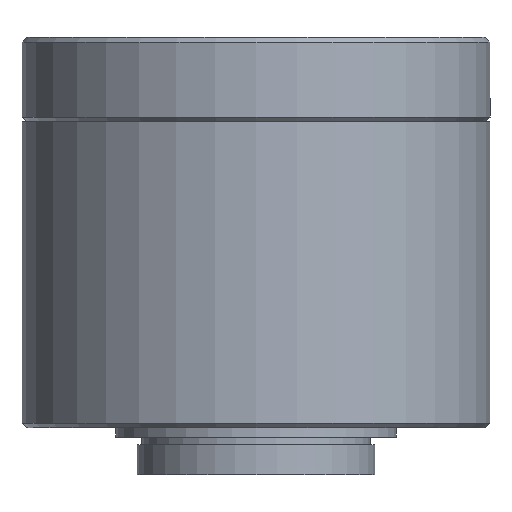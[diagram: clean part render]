
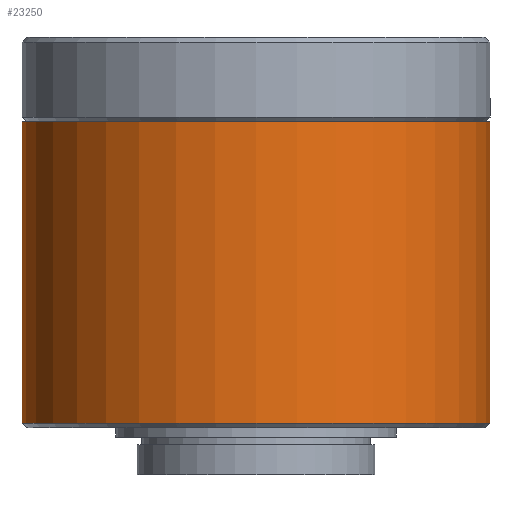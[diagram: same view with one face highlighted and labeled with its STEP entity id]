
A CAD part, front view. The second image highlights one B-rep face of the part: STEP entity #23250.
In plain terms, the highlighted cylindrical face has radius 25 mm (diameter 50 mm), a partial arc.
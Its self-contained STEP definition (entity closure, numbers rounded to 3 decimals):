
#556 = LINE ( 'NONE', #8103, #14610 ) ;
#1234 = DIRECTION ( 'NONE',  ( 0., 0., 1. ) ) ;
#1406 = ORIENTED_EDGE ( 'NONE', *, *, #13151, .T. ) ;
#1865 = CARTESIAN_POINT ( 'NONE',  ( 15.283, 24.956, -25.177 ) ) ;
#2639 = EDGE_CURVE ( 'NONE', #24245, #16552, #22084, .T. ) ;
#3130 = ORIENTED_EDGE ( 'NONE', *, *, #8423, .F. ) ;
#3491 = DIRECTION ( 'NONE',  ( 1., 0., 0. ) ) ;
#3786 = CARTESIAN_POINT ( 'NONE',  ( -9.717, 24.956, -25.177 ) ) ;
#4817 = CARTESIAN_POINT ( 'NONE',  ( -9.717, 24.956, 7.023 ) ) ;
#5171 = CARTESIAN_POINT ( 'NONE',  ( -34.717, 24.956, 7.023 ) ) ;
#5177 = CARTESIAN_POINT ( 'NONE',  ( 15.283, 24.956, 7.023 ) ) ;
#5207 = VERTEX_POINT ( 'NONE', #5171 ) ;
#7315 = DIRECTION ( 'NONE',  ( 0., 0., 1. ) ) ;
#8103 = CARTESIAN_POINT ( 'NONE',  ( -34.717, 24.956, 7.023 ) ) ;
#8177 = AXIS2_PLACEMENT_3D ( 'NONE', #4817, #7315, #25353 ) ;
#8397 = DIRECTION ( 'NONE',  ( 0., 0., 1. ) ) ;
#8419 = CARTESIAN_POINT ( 'NONE',  ( -9.717, 24.956, 7.023 ) ) ;
#8423 = EDGE_CURVE ( 'NONE', #24245, #5207, #556, .T. ) ;
#10446 = AXIS2_PLACEMENT_3D ( 'NONE', #3786, #1234, #3491 ) ;
#12416 = LINE ( 'NONE', #29102, #27234 ) ;
#12888 = CYLINDRICAL_SURFACE ( 'NONE', #8177, 25. ) ;
#13151 = EDGE_CURVE ( 'NONE', #23710, #5207, #25684, .T. ) ;
#13437 = EDGE_LOOP ( 'NONE', ( #3130, #25194, #13675, #1406 ) ) ;
#13675 = ORIENTED_EDGE ( 'NONE', *, *, #27747, .T. ) ;
#14610 = VECTOR ( 'NONE', #8397, 1000. ) ;
#16552 = VERTEX_POINT ( 'NONE', #1865 ) ;
#17140 = FACE_OUTER_BOUND ( 'NONE', #13437, .T. ) ;
#19827 = DIRECTION ( 'NONE',  ( 1., 0., 0. ) ) ;
#22084 = CIRCLE ( 'NONE', #10446, 25. ) ;
#22652 = DIRECTION ( 'NONE',  ( 0., 0., 1. ) ) ;
#23250 = ADVANCED_FACE ( 'NONE', ( #17140 ), #12888, .T. ) ;
#23710 = VERTEX_POINT ( 'NONE', #5177 ) ;
#24245 = VERTEX_POINT ( 'NONE', #25938 ) ;
#25194 = ORIENTED_EDGE ( 'NONE', *, *, #2639, .T. ) ;
#25353 = DIRECTION ( 'NONE',  ( 1., 0., 0. ) ) ;
#25659 = AXIS2_PLACEMENT_3D ( 'NONE', #8419, #26468, #19827 ) ;
#25684 = CIRCLE ( 'NONE', #25659, 25. ) ;
#25938 = CARTESIAN_POINT ( 'NONE',  ( -34.717, 24.956, -25.177 ) ) ;
#26468 = DIRECTION ( 'NONE',  ( 0., 0., -1. ) ) ;
#27234 = VECTOR ( 'NONE', #22652, 1000. ) ;
#27747 = EDGE_CURVE ( 'NONE', #16552, #23710, #12416, .T. ) ;
#29102 = CARTESIAN_POINT ( 'NONE',  ( 15.283, 24.956, 7.023 ) ) ;
